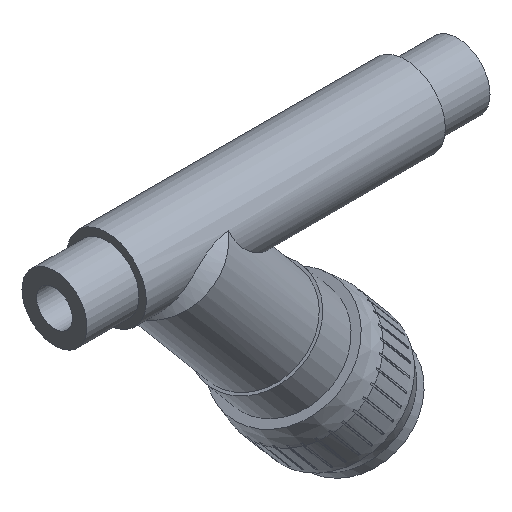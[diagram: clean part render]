
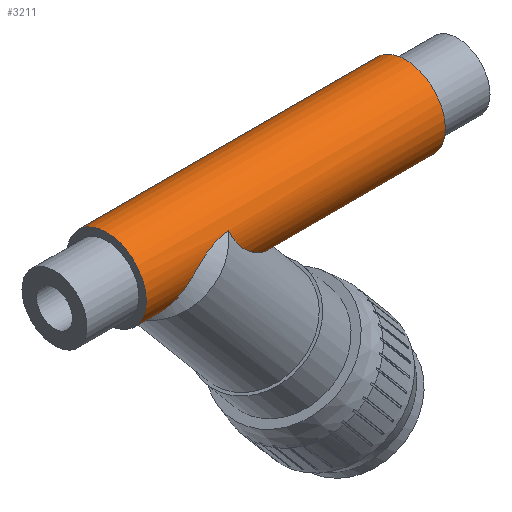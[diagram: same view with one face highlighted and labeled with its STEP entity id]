
A CAD part, isometric view. The second image highlights one B-rep face of the part: STEP entity #3211.
In plain terms, the highlighted cylindrical face has radius 12.25 mm (diameter 24.5 mm), a full revolution.
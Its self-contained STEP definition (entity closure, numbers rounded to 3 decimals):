
#22=B_SPLINE_CURVE_WITH_KNOTS($,3,(#5644,#5645,#5646,#5647,#5648,#5649,
#5650,#5651,#5652,#5653,#5654,#5655,#5656,#5657,#5658,#5659,#5660,#5661,
#5662,#5663,#5664,#5665),.UNSPECIFIED.,.F.,.F.,(4,2,2,2,2,2,2,2,2,2,4),
(-6.441,-6.193,-5.945,-5.448,
-5.034,-4.62,-4.24,-3.86,
-3.614,-3.368,-3.28),.UNSPECIFIED.);
#23=B_SPLINE_CURVE_WITH_KNOTS($,3,(#5670,#5671,#5672,#5673,#5674,#5675,
#5676,#5677,#5678,#5679,#5680,#5681,#5682,#5683,#5684,#5685,#5686,#5687,
#5688,#5689,#5690,#5691,#5692),.UNSPECIFIED.,.F.,.F.,(4,2,2,3,2,2,2,2,2,
2,4),(8.443,8.531,8.777,9.023,
9.403,9.783,10.197,10.611,11.108,
11.356,11.604),.UNSPECIFIED.);
#24=B_SPLINE_CURVE_WITH_KNOTS($,3,(#5694,#5695,#5696,#5697,#5698,#5699,
#5700,#5701,#5702,#5703,#5704,#5705,#5706,#5707,#5708,#5709,#5710,#5711,
#5712,#5713),.UNSPECIFIED.,.F.,.F.,(4,2,2,2,2,2,2,2,2,4),(7.412,
7.827,8.103,8.38,8.933,9.387,
9.841,10.303,10.534,10.765),
 .UNSPECIFIED.);
#25=B_SPLINE_CURVE_WITH_KNOTS($,3,(#5714,#5715,#5716,#5717,#5718,#5719,
#5720,#5721,#5722,#5723,#5724,#5725,#5726,#5727,#5728,#5729,#5730,#5731,
#5732,#5733),.UNSPECIFIED.,.F.,.F.,(4,2,2,2,2,2,2,2,2,4),(10.765,
10.997,11.228,11.69,12.144,12.597,
13.151,13.428,13.704,14.119),
 .UNSPECIFIED.);
#62=FACE_BOUND($,#1009,.T.);
#63=FACE_BOUND($,#1010,.T.);
#110=CYLINDRICAL_SURFACE($,#3560,12.25);
#817=FACE_OUTER_BOUND($,#1008,.T.);
#1008=EDGE_LOOP($,(#2909));
#1009=EDGE_LOOP($,(#2910));
#1010=EDGE_LOOP($,(#2911,#2912,#2913,#2914));
#1170=CIRCLE($,#3536,12.25);
#1173=CIRCLE($,#3541,12.25);
#1484=VERTEX_POINT($,#5536);
#1487=VERTEX_POINT($,#5544);
#1496=VERTEX_POINT($,#5642);
#1497=VERTEX_POINT($,#5643);
#1498=VERTEX_POINT($,#5666);
#1499=VERTEX_POINT($,#5668);
#1953=EDGE_CURVE($,#1484,#1484,#1170,.T.);
#1956=EDGE_CURVE($,#1487,#1487,#1173,.T.);
#1967=EDGE_CURVE($,#1496,#1497,#22,.T.);
#1970=EDGE_CURVE($,#1499,#1496,#23,.T.);
#1971=EDGE_CURVE($,#1499,#1498,#24,.T.);
#1972=EDGE_CURVE($,#1498,#1497,#25,.T.);
#2909=ORIENTED_EDGE($,*,*,#1953,.T.);
#2910=ORIENTED_EDGE($,*,*,#1956,.T.);
#2911=ORIENTED_EDGE($,*,*,#1970,.F.);
#2912=ORIENTED_EDGE($,*,*,#1971,.T.);
#2913=ORIENTED_EDGE($,*,*,#1972,.T.);
#2914=ORIENTED_EDGE($,*,*,#1967,.F.);
#3211=ADVANCED_FACE($,(#817,#62,#63),#110,.T.);
#3536=AXIS2_PLACEMENT_3D($,#5537,#4440,#4441);
#3541=AXIS2_PLACEMENT_3D($,#5545,#4450,#4451);
#3560=AXIS2_PLACEMENT_3D($,#5693,#4490,#4491);
#4440=DIRECTION('center_axis',(1.,0.,0.));
#4441=DIRECTION('ref_axis',(0.,0.,1.));
#4450=DIRECTION('center_axis',(-1.,0.,0.));
#4451=DIRECTION('ref_axis',(0.,0.,1.));
#4490=DIRECTION('center_axis',(-1.,0.,0.));
#4491=DIRECTION('ref_axis',(0.,0.,1.));
#5536=CARTESIAN_POINT('',(14.75,0.113,12.559));
#5537=CARTESIAN_POINT('Origin',(14.75,0.113,0.309));
#5544=CARTESIAN_POINT('',(106.75,0.113,-11.941));
#5545=CARTESIAN_POINT('Origin',(106.75,0.113,0.309));
#5642=CARTESIAN_POINT('',(61.654,0.113,12.559));
#5643=CARTESIAN_POINT('',(41.096,11.245,-4.805));
#5644=CARTESIAN_POINT('Ctrl Pts',(61.654,0.113,12.559));
#5645=CARTESIAN_POINT('Ctrl Pts',(61.654,0.941,12.559));
#5646=CARTESIAN_POINT('Ctrl Pts',(61.499,1.735,12.475));
#5647=CARTESIAN_POINT('Ctrl Pts',(60.952,3.237,12.178));
#5648=CARTESIAN_POINT('Ctrl Pts',(60.56,3.945,11.965));
#5649=CARTESIAN_POINT('Ctrl Pts',(59.149,5.914,11.19));
#5650=CARTESIAN_POINT('Ctrl Pts',(57.89,7.016,10.489));
#5651=CARTESIAN_POINT('Ctrl Pts',(55.643,8.594,9.196));
#5652=CARTESIAN_POINT('Ctrl Pts',(54.473,9.261,8.508));
#5653=CARTESIAN_POINT('Ctrl Pts',(52.089,10.391,7.038));
#5654=CARTESIAN_POINT('Ctrl Pts',(50.877,10.856,6.254));
#5655=CARTESIAN_POINT('Ctrl Pts',(48.776,11.538,4.796));
#5656=CARTESIAN_POINT('Ctrl Pts',(47.679,11.832,3.989));
#5657=CARTESIAN_POINT('Ctrl Pts',(45.585,12.245,2.233));
#5658=CARTESIAN_POINT('Ctrl Pts',(44.591,12.363,1.279));
#5659=CARTESIAN_POINT('Ctrl Pts',(43.25,12.363,-0.319));
#5660=CARTESIAN_POINT('Ctrl Pts',(42.751,12.314,-1.009));
#5661=CARTESIAN_POINT('Ctrl Pts',(41.912,12.068,-2.463));
#5662=CARTESIAN_POINT('Ctrl Pts',(41.572,11.869,-3.229));
#5663=CARTESIAN_POINT('Ctrl Pts',(41.239,11.482,-4.262));
#5664=CARTESIAN_POINT('Ctrl Pts',(41.162,11.369,-4.535));
#5665=CARTESIAN_POINT('Ctrl Pts',(41.096,11.245,-4.805));
#5666=CARTESIAN_POINT('',(20.404,0.113,12.559));
#5668=CARTESIAN_POINT('',(41.096,-11.019,-4.805));
#5670=CARTESIAN_POINT('Ctrl Pts',(41.096,-11.019,-4.805));
#5671=CARTESIAN_POINT('Ctrl Pts',(41.162,-11.143,-4.535));
#5672=CARTESIAN_POINT('Ctrl Pts',(41.239,-11.256,-4.262));
#5673=CARTESIAN_POINT('Ctrl Pts',(41.572,-11.643,-3.229));
#5674=CARTESIAN_POINT('Ctrl Pts',(41.912,-11.842,-2.463));
#5675=CARTESIAN_POINT('Ctrl Pts',(42.751,-12.088,-1.009));
#5676=CARTESIAN_POINT('Ctrl Pts',(43.25,-12.137,-0.319));
#5677=CARTESIAN_POINT('Ctrl Pts',(43.776,-12.137,0.309));
#5678=CARTESIAN_POINT('Ctrl Pts',(44.591,-12.137,1.279));
#5679=CARTESIAN_POINT('Ctrl Pts',(45.585,-12.018,2.233));
#5680=CARTESIAN_POINT('Ctrl Pts',(47.679,-11.606,3.989));
#5681=CARTESIAN_POINT('Ctrl Pts',(48.776,-11.311,4.796));
#5682=CARTESIAN_POINT('Ctrl Pts',(50.877,-10.63,6.254));
#5683=CARTESIAN_POINT('Ctrl Pts',(52.089,-10.165,7.038));
#5684=CARTESIAN_POINT('Ctrl Pts',(54.473,-9.035,8.508));
#5685=CARTESIAN_POINT('Ctrl Pts',(55.643,-8.368,9.196));
#5686=CARTESIAN_POINT('Ctrl Pts',(57.89,-6.79,10.489));
#5687=CARTESIAN_POINT('Ctrl Pts',(59.149,-5.688,11.19));
#5688=CARTESIAN_POINT('Ctrl Pts',(60.56,-3.719,11.965));
#5689=CARTESIAN_POINT('Ctrl Pts',(60.952,-3.011,12.178));
#5690=CARTESIAN_POINT('Ctrl Pts',(61.499,-1.509,12.475));
#5691=CARTESIAN_POINT('Ctrl Pts',(61.654,-0.714,12.559));
#5692=CARTESIAN_POINT('Ctrl Pts',(61.654,0.113,12.559));
#5693=CARTESIAN_POINT('Origin',(51.5,0.113,0.309));
#5694=CARTESIAN_POINT('Ctrl Pts',(41.096,-11.019,-4.805));
#5695=CARTESIAN_POINT('Ctrl Pts',(39.647,-11.092,-4.645));
#5696=CARTESIAN_POINT('Ctrl Pts',(38.213,-11.201,-4.405));
#5697=CARTESIAN_POINT('Ctrl Pts',(35.927,-11.445,-3.76));
#5698=CARTESIAN_POINT('Ctrl Pts',(35.034,-11.559,-3.434));
#5699=CARTESIAN_POINT('Ctrl Pts',(33.333,-11.788,-2.623));
#5700=CARTESIAN_POINT('Ctrl Pts',(32.524,-11.903,-2.138));
#5701=CARTESIAN_POINT('Ctrl Pts',(30.244,-12.162,-0.488));
#5702=CARTESIAN_POINT('Ctrl Pts',(28.91,-12.205,0.87));
#5703=CARTESIAN_POINT('Ctrl Pts',(26.74,-11.797,3.398));
#5704=CARTESIAN_POINT('Ctrl Pts',(25.763,-11.413,4.676));
#5705=CARTESIAN_POINT('Ctrl Pts',(24.002,-10.165,7.112));
#5706=CARTESIAN_POINT('Ctrl Pts',(23.215,-9.3,8.267));
#5707=CARTESIAN_POINT('Ctrl Pts',(21.942,-7.283,10.174));
#5708=CARTESIAN_POINT('Ctrl Pts',(21.369,-5.976,11.055));
#5709=CARTESIAN_POINT('Ctrl Pts',(20.793,-3.78,11.95));
#5710=CARTESIAN_POINT('Ctrl Pts',(20.645,-3.01,12.18));
#5711=CARTESIAN_POINT('Ctrl Pts',(20.451,-1.449,12.485));
#5712=CARTESIAN_POINT('Ctrl Pts',(20.404,-0.658,12.559));
#5713=CARTESIAN_POINT('Ctrl Pts',(20.404,0.113,12.559));
#5714=CARTESIAN_POINT('Ctrl Pts',(20.404,0.113,12.559));
#5715=CARTESIAN_POINT('Ctrl Pts',(20.404,0.884,12.559));
#5716=CARTESIAN_POINT('Ctrl Pts',(20.451,1.675,12.485));
#5717=CARTESIAN_POINT('Ctrl Pts',(20.645,3.237,12.18));
#5718=CARTESIAN_POINT('Ctrl Pts',(20.793,4.007,11.95));
#5719=CARTESIAN_POINT('Ctrl Pts',(21.369,6.202,11.055));
#5720=CARTESIAN_POINT('Ctrl Pts',(21.942,7.51,10.174));
#5721=CARTESIAN_POINT('Ctrl Pts',(23.215,9.526,8.267));
#5722=CARTESIAN_POINT('Ctrl Pts',(24.002,10.392,7.112));
#5723=CARTESIAN_POINT('Ctrl Pts',(25.763,11.64,4.676));
#5724=CARTESIAN_POINT('Ctrl Pts',(26.74,12.023,3.398));
#5725=CARTESIAN_POINT('Ctrl Pts',(28.91,12.431,0.87));
#5726=CARTESIAN_POINT('Ctrl Pts',(30.244,12.388,-0.488));
#5727=CARTESIAN_POINT('Ctrl Pts',(32.524,12.129,-2.138));
#5728=CARTESIAN_POINT('Ctrl Pts',(33.333,12.015,-2.623));
#5729=CARTESIAN_POINT('Ctrl Pts',(35.034,11.785,-3.434));
#5730=CARTESIAN_POINT('Ctrl Pts',(35.927,11.671,-3.76));
#5731=CARTESIAN_POINT('Ctrl Pts',(38.213,11.428,-4.405));
#5732=CARTESIAN_POINT('Ctrl Pts',(39.647,11.318,-4.645));
#5733=CARTESIAN_POINT('Ctrl Pts',(41.096,11.245,-4.805));
